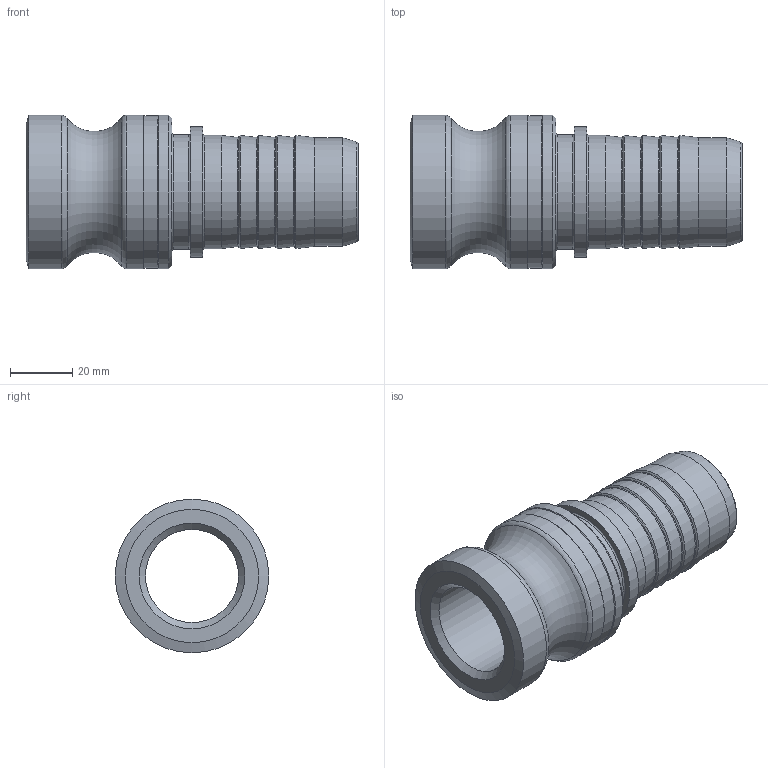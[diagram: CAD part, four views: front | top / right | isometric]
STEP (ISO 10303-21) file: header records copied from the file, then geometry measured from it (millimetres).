
FILE_DESCRIPTION(/* description */ ('SCHLAUCHSTECKER SLW 35'),/* implementation_level */ '2;1');
FILE_NAME(/* name */ 'vstp_35.stp',/* time_stamp */ '2020-04-27T10:24:08+02:00',/* author */ ('ertl'),/* organization */ (''),/* preprocessor_version */ 'ST-DEVELOPER v17',/* originating_system */ 'Autodesk Inventor 2018',/* authorisation */ '65948,41 mm^3');
FILE_SCHEMA (('AUTOMOTIVE_DESIGN { 1 0 10303 214 3 1 1 }'));
Length unit declared in the file: millimetre
Products named in the file (1): 20051008B0000068-AA
Bounding box: 107 x 49.5 x 49.5 mm (x, y, z)
Volume: 65774.8 mm3; surface area: 26838.1 mm2
Topology: 1 solids, 1 shells, 40 faces, 124 edges, 89 vertices
Faces by surface type: cone 15, torus 11, cylinder 9, plane 5
Full cylindrical faces by diameter (mm): 30 x1, 35 x1, 36.5 x1, 37 x1, 42 x1, 49 x1, 49.5 x3
Entity records: 1570 total; most frequent: DIRECTION 306, CARTESIAN_POINT 254, ORIENTED_EDGE 248, AXIS2_PLACEMENT_3D 141, EDGE_CURVE 124, CIRCLE 100, VERTEX_POINT 89, EDGE_LOOP 45
